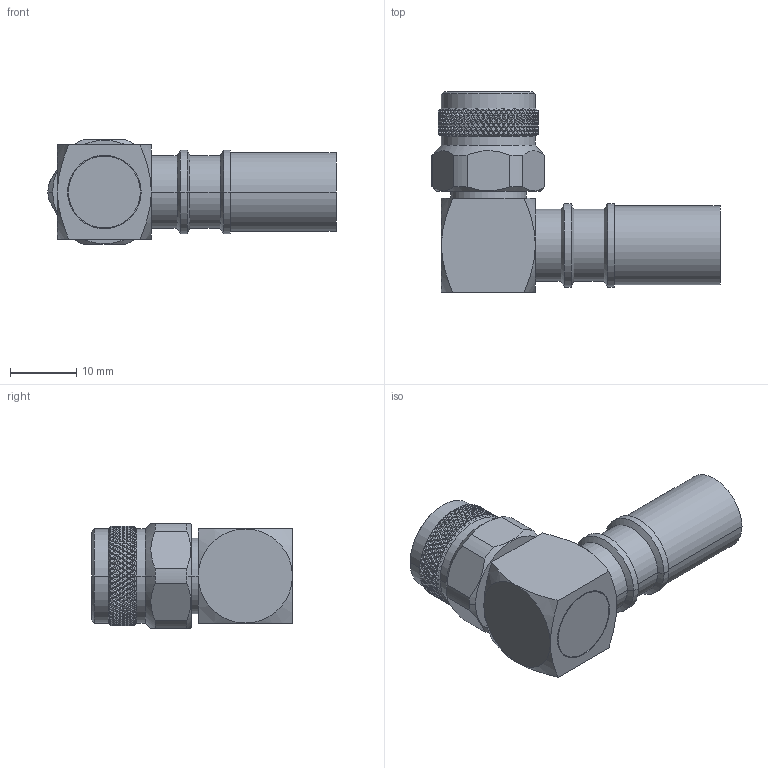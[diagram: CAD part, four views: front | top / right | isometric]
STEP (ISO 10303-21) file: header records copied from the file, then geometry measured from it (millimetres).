
FILE_DESCRIPTION (( 'STEP AP203' ), '1' );
FILE_NAME ('TC-400-TM-RA-D.step', '2018-11-28T23:57:21', ( '' ), ( '' ), 'SwSTEP 2.0', 'SolidWorks 2017', '' );
FILE_SCHEMA (( 'CONFIG_CONTROL_DESIGN' ));
Products named in the file (1): TC-400-TM-RA-D
Bounding box: 43.56 x 30.36 x 15.8 mm (x, y, z)
Volume: 6958.7 mm3; surface area: 5191.9 mm2
Topology: 2 solids, 2 shells, 2274 faces, 4918 edges, 2660 vertices
Faces by surface type: bspline 1685, cylinder 498, plane 51, cone 40
Entity records: 80917 total; most frequent: CARTESIAN_POINT 50489, ORIENTED_EDGE 9836, EDGE_CURVE 4918, VERTEX_POINT 2660, EDGE_LOOP 2288, FACE_OUTER_BOUND 2274, ADVANCED_FACE 2274, B_SPLINE_CURVE_WITH_KNOTS 2020
